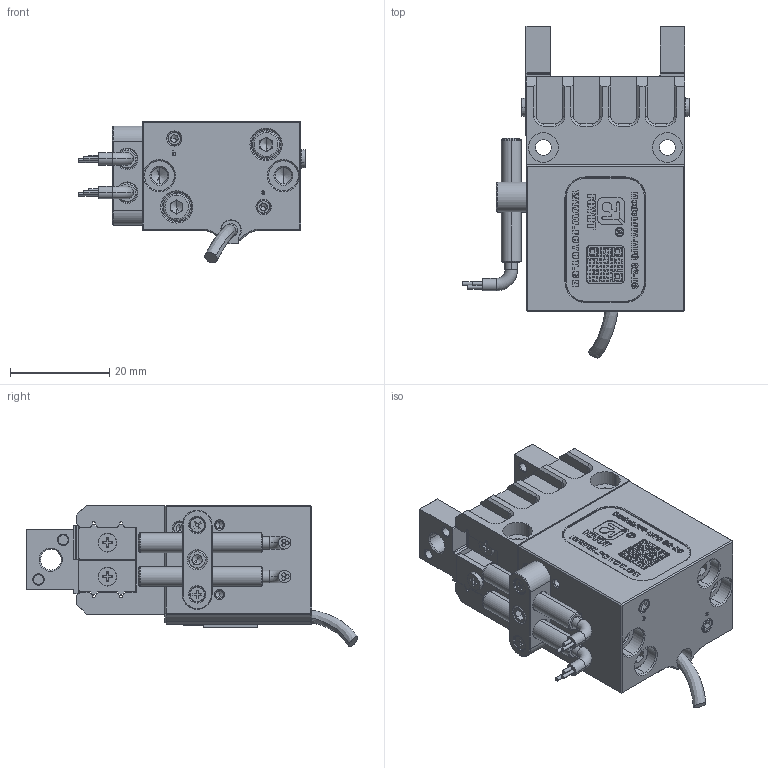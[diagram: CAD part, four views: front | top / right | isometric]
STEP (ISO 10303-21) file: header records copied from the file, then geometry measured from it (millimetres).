
FILE_DESCRIPTION (( 'STEP AP203' ), '1' );
FILE_NAME ('FY-MPG-plus 32 -AS.STEP', '2023-11-25T06:17:34', ( 'User' ), ( 'Microsoft' ), 'SwSTEP 2.0', 'SolidWorks 2015', '' );
FILE_SCHEMA (( 'CONFIG_CONTROL_DESIGN' ));
Length unit declared in the file: millimetre
Products named in the file (18): FY-MPG-plus 32 -AS; FY-MPG 32-AS霧齪; FY-MPG 32-AS價釱; 本公司二维码-梵煜2; hex socket set screws with flat point gb_GB_FASTENER_SCREWS_HSFP M3X3-N; 陔遴LOGO齪郪磁; hexagon socket head cap screws gb_GB_FASTENER_SCREWS_HSHCS M3X30-N; FY-MPG 32-AS諉輪羲壽盓殤; FY-MPG 32-AS賑輸; 諉輪羲壽嫖裝4X25; FY-MPG 32-AS賑輸結え; cross recessed cheese head screws type a gb_GB_CROSS_SCREWS_TYPE135 M2.5X6-N; FY-MPG 32-AS-00LOGO; cross recessed cheese head screws type a gb_GB_CROSS_SCREWS_TYPE135 M2X8-N; 棠俶羲壽4.0X15; hex socket set screws with flat point gb_GB_FASTENER_SCREWS_HSFP M4X3-N; 3X4棠沺; FY-MPG 32-AS-01
Assembly tree (29 placements, depth 3):
  FY-MPG-plus 32 -AS
    FY-MPG 32-AS-01
    FY-MPG 32-AS價釱
    hex socket set screws with flat point gb_GB_FASTENER_SCREWS_HSFP M3X3-N  x3
    hexagon socket head cap screws gb_GB_FASTENER_SCREWS_HSHCS M3X30-N  x2
    FY-MPG 32-AS賑輸  x2
    FY-MPG 32-AS賑輸結え  x4
    FY-MPG 32-AS-00LOGO
    棠俶羲壽4.0X15
    3X4棠沺
    陔遴LOGO齪郪磁
      FY-MPG 32-AS霧齪
      本公司二维码-梵煜2
    FY-MPG 32-AS諉輪羲壽盓殤
    諉輪羲壽嫖裝4X25  x2
    cross recessed cheese head screws type a gb_GB_CROSS_SCREWS_TYPE135 M2.5X6-N  x4
    cross recessed cheese head screws type a gb_GB_CROSS_SCREWS_TYPE135 M2X8-N  x2
    hex socket set screws with flat point gb_GB_FASTENER_SCREWS_HSFP M4X3-N
Bounding box: 45.68 x 66.91 x 28.56 mm (x, y, z)
Volume: 31382.9 mm3; surface area: 19783.1 mm2
Topology: 38 solids, 38 shells, 2769 faces, 7252 edges, 4694 vertices
Faces by surface type: plane 1708, bspline 438, cylinder 344, cone 255, torus 24
Entity records: 100931 total; most frequent: CARTESIAN_POINT 40998, ORIENTED_EDGE 12772, DIRECTION 10218, EDGE_CURVE 6386, LINE 4772, VECTOR 4772, VERTEX_POINT 4169, AXIS2_PLACEMENT_3D 2723
